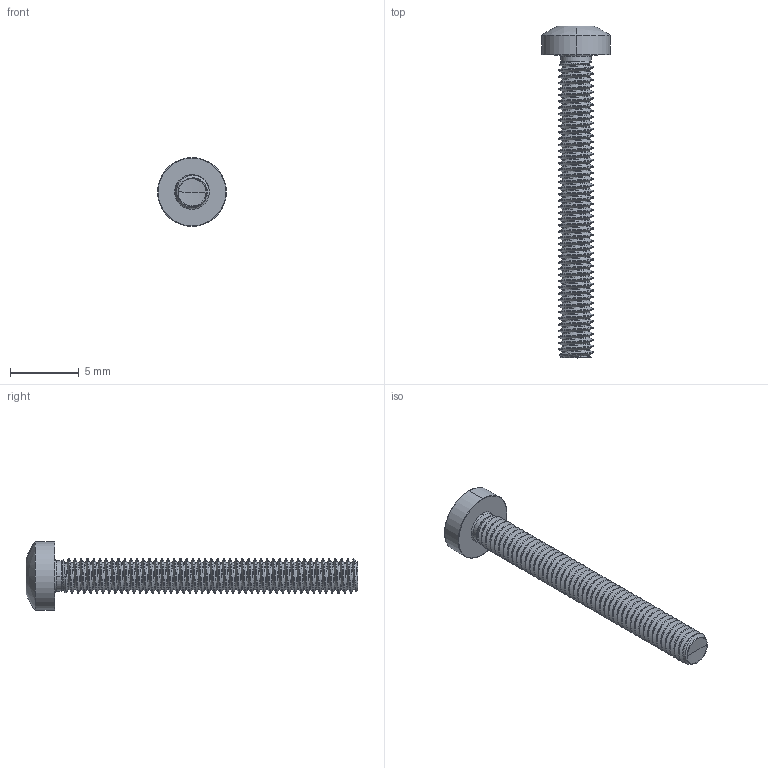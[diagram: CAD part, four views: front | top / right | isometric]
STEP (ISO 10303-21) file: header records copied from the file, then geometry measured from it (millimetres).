
FILE_DESCRIPTION (( 'STEP AP203' ), '1' );
FILE_NAME ('STM390250220.STEP', '2020-12-23T14:46:55', ( '' ), ( '' ), 'SwSTEP 2.0', 'SolidWorks 2015', '' );
FILE_SCHEMA (( 'CONFIG_CONTROL_DESIGN' ));
Products named in the file (2): STM390250220
Bounding box: 5 x 24.1 x 5 mm (x, y, z)
Volume: 117.2 mm3; surface area: 326.2 mm2
Topology: 1 solids, 1 shells, 166 faces, 458 edges, 294 vertices
Faces by surface type: cylinder 117, bspline 18, torus 13, cone 11, sphere 4, plane 3
Entity records: 37660 total; most frequent: CARTESIAN_POINT 34032, ORIENTED_EDGE 912, DIRECTION 552, EDGE_CURVE 456, VERTEX_POINT 294, AXIS2_PLACEMENT_3D 213, EDGE_LOOP 168, FACE_OUTER_BOUND 166
